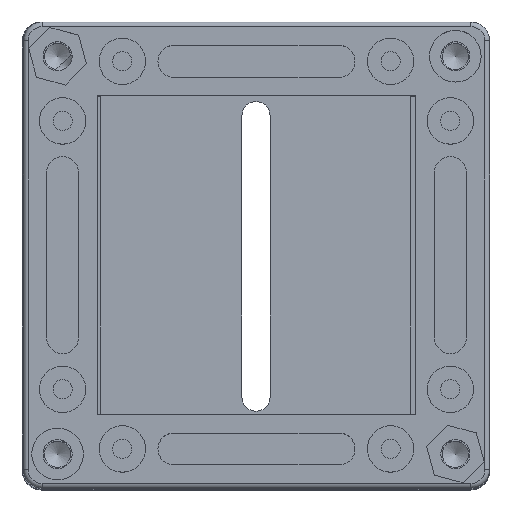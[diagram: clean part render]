
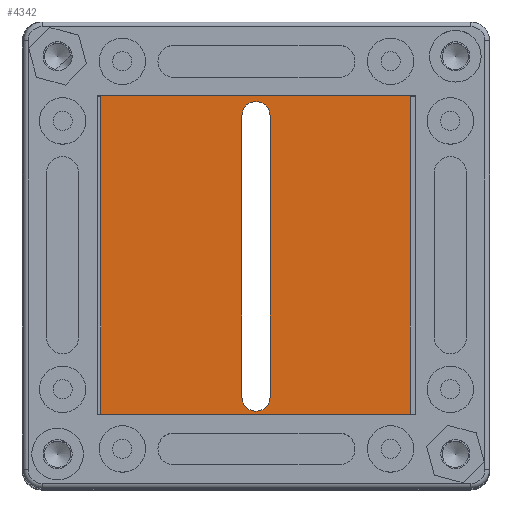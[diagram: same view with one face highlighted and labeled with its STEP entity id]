
A CAD part, top view. The second image highlights one B-rep face of the part: STEP entity #4342.
In plain terms, the highlighted planar face has unit normal (0, 0, 1).
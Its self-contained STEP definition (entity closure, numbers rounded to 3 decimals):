
#180=FACE_BOUND('',#757,.T.);
#235=CIRCLE('',#4641,1.5);
#237=CIRCLE('',#4645,1.5);
#240=CIRCLE('',#4653,2.35);
#241=CIRCLE('',#4654,2.35);
#242=CIRCLE('',#4655,2.35);
#519=FACE_OUTER_BOUND('',#756,.T.);
#756=EDGE_LOOP('',(#2929,#2930,#2931,#2932,#2933,#2934,#2935,#2936,#2937));
#757=EDGE_LOOP('',(#2938,#2939,#2940,#2941));
#1040=LINE('',#6418,#1421);
#1045=LINE('',#6432,#1426);
#1049=LINE('',#6444,#1430);
#1055=LINE('',#6459,#1436);
#1065=LINE('',#6479,#1446);
#1067=LINE('',#6482,#1448);
#1068=LINE('',#6485,#1449);
#1069=LINE('',#6487,#1450);
#1421=VECTOR('',#5108,10.);
#1426=VECTOR('',#5121,10.);
#1430=VECTOR('',#5133,10.);
#1436=VECTOR('',#5143,10.);
#1446=VECTOR('',#5155,10.);
#1448=VECTOR('',#5159,10.);
#1449=VECTOR('',#5162,10.);
#1450=VECTOR('',#5163,10.);
#1802=VERTEX_POINT('',#6416);
#1803=VERTEX_POINT('',#6417);
#1806=VERTEX_POINT('',#6425);
#1808=VERTEX_POINT('',#6431);
#1810=VERTEX_POINT('',#6440);
#1812=VERTEX_POINT('',#6443);
#1817=VERTEX_POINT('',#6455);
#1819=VERTEX_POINT('',#6458);
#1823=VERTEX_POINT('',#6467);
#1828=VERTEX_POINT('',#6477);
#1829=VERTEX_POINT('',#6484);
#1830=VERTEX_POINT('',#6486);
#1831=VERTEX_POINT('',#6488);
#2229=EDGE_CURVE('',#1802,#1803,#1040,.T.);
#2233=EDGE_CURVE('',#1803,#1806,#235,.T.);
#2236=EDGE_CURVE('',#1806,#1808,#1045,.T.);
#2239=EDGE_CURVE('',#1808,#1802,#237,.T.);
#2242=EDGE_CURVE('',#1810,#1812,#1049,.T.);
#2249=EDGE_CURVE('',#1817,#1819,#1055,.T.);
#2259=EDGE_CURVE('',#1823,#1828,#1065,.T.);
#2261=EDGE_CURVE('',#1828,#1812,#1067,.T.);
#2262=EDGE_CURVE('',#1829,#1817,#1068,.T.);
#2263=EDGE_CURVE('',#1829,#1830,#1069,.T.);
#2264=EDGE_CURVE('',#1831,#1830,#240,.T.);
#2265=EDGE_CURVE('',#1823,#1831,#241,.T.);
#2266=EDGE_CURVE('',#1819,#1810,#242,.T.);
#2929=ORIENTED_EDGE('',*,*,#2262,.F.);
#2930=ORIENTED_EDGE('',*,*,#2263,.T.);
#2931=ORIENTED_EDGE('',*,*,#2264,.F.);
#2932=ORIENTED_EDGE('',*,*,#2265,.F.);
#2933=ORIENTED_EDGE('',*,*,#2259,.T.);
#2934=ORIENTED_EDGE('',*,*,#2261,.T.);
#2935=ORIENTED_EDGE('',*,*,#2242,.F.);
#2936=ORIENTED_EDGE('',*,*,#2266,.F.);
#2937=ORIENTED_EDGE('',*,*,#2249,.F.);
#2938=ORIENTED_EDGE('',*,*,#2236,.T.);
#2939=ORIENTED_EDGE('',*,*,#2239,.T.);
#2940=ORIENTED_EDGE('',*,*,#2229,.T.);
#2941=ORIENTED_EDGE('',*,*,#2233,.T.);
#4218=PLANE('',#4652);
#4342=ADVANCED_FACE('',(#519,#180),#4218,.F.);
#4641=AXIS2_PLACEMENT_3D('',#6426,#5114,#5115);
#4645=AXIS2_PLACEMENT_3D('',#6437,#5126,#5127);
#4652=AXIS2_PLACEMENT_3D('',#6483,#5160,#5161);
#4653=AXIS2_PLACEMENT_3D('',#6489,#5164,#5165);
#4654=AXIS2_PLACEMENT_3D('',#6490,#5166,#5167);
#4655=AXIS2_PLACEMENT_3D('',#6491,#5168,#5169);
#5108=DIRECTION('',(0.,1.,0.));
#5114=DIRECTION('center_axis',(0.,0.,-1.));
#5115=DIRECTION('ref_axis',(-1.,0.,0.));
#5121=DIRECTION('',(0.,-1.,0.));
#5126=DIRECTION('center_axis',(0.,0.,-1.));
#5127=DIRECTION('ref_axis',(1.,0.,0.));
#5133=DIRECTION('',(0.,-1.,0.));
#5143=DIRECTION('',(0.,-1.,0.));
#5155=DIRECTION('',(0.,-1.,0.));
#5159=DIRECTION('',(1.,0.,0.));
#5160=DIRECTION('center_axis',(0.,0.,-1.));
#5161=DIRECTION('ref_axis',(1.,0.,0.));
#5162=DIRECTION('',(1.,0.,0.));
#5163=DIRECTION('',(0.,-1.,0.));
#5164=DIRECTION('center_axis',(0.,0.,1.));
#5165=DIRECTION('ref_axis',(-1.,0.,0.));
#5166=DIRECTION('center_axis',(0.,0.,1.));
#5167=DIRECTION('ref_axis',(-1.,0.,0.));
#5168=DIRECTION('center_axis',(0.,0.,1.));
#5169=DIRECTION('ref_axis',(-1.,0.,0.));
#6416=CARTESIAN_POINT('',(-1.5,-15.,1.13));
#6417=CARTESIAN_POINT('',(-1.5,15.,1.13));
#6418=CARTESIAN_POINT('',(-1.5,19.95,1.13));
#6425=CARTESIAN_POINT('',(1.5,15.,1.13));
#6426=CARTESIAN_POINT('Origin',(0.,15.,1.13));
#6431=CARTESIAN_POINT('',(1.5,-15.,1.13));
#6432=CARTESIAN_POINT('',(1.5,4.95,1.13));
#6437=CARTESIAN_POINT('Origin',(0.,-15.,1.13));
#6440=CARTESIAN_POINT('',(16.45,19.489,1.13));
#6443=CARTESIAN_POINT('',(16.45,-17.05,1.13));
#6444=CARTESIAN_POINT('',(16.45,24.9,1.13));
#6455=CARTESIAN_POINT('',(16.45,24.701,1.13));
#6458=CARTESIAN_POINT('',(16.45,22.111,1.13));
#6459=CARTESIAN_POINT('',(16.45,24.9,1.13));
#6467=CARTESIAN_POINT('',(-16.55,19.651,1.13));
#6477=CARTESIAN_POINT('',(-16.55,-17.05,1.13));
#6479=CARTESIAN_POINT('',(-16.55,24.9,1.13));
#6482=CARTESIAN_POINT('',(-8.3,-17.05,1.13));
#6483=CARTESIAN_POINT('Origin',(-16.55,24.9,1.13));
#6484=CARTESIAN_POINT('',(-16.55,24.701,1.13));
#6485=CARTESIAN_POINT('',(12.45,24.701,1.13));
#6486=CARTESIAN_POINT('',(-16.55,21.949,1.13));
#6487=CARTESIAN_POINT('',(-16.55,24.9,1.13));
#6488=CARTESIAN_POINT('',(-12.15,20.8,1.13));
#6489=CARTESIAN_POINT('Origin',(-14.5,20.8,1.13));
#6490=CARTESIAN_POINT('Origin',(-14.5,20.8,1.13));
#6491=CARTESIAN_POINT('Origin',(14.5,20.8,1.13));
